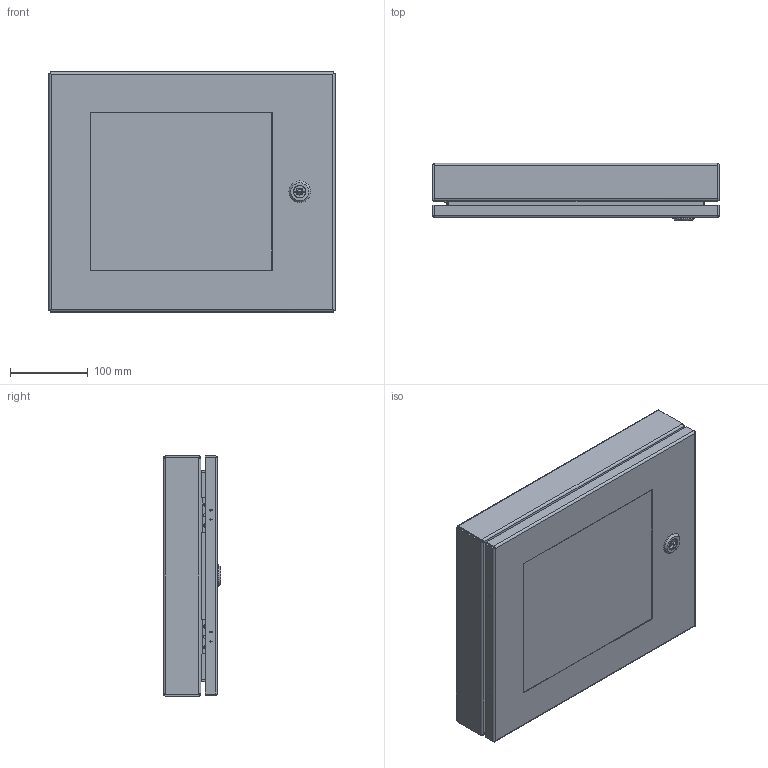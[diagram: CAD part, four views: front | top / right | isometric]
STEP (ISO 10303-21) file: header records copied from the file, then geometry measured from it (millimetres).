
FILE_DESCRIPTION (( 'STEP AP203' ), '1' );
FILE_NAME ('1481WDH1418_Default.step', '2019-11-12T17:25:35', ( '' ), ( '' ), 'SwSTEP 2.0', 'SolidWorks 2019', '' );
FILE_SCHEMA (( 'CONFIG_CONTROL_DESIGN' ));
Length unit declared in the file: inch
Products named in the file (1): 1481WDH1418_Default
Bounding box: 369.82 x 73.91 x 309.63 mm (x, y, z)
Volume: 809376.7 mm3; surface area: 661188 mm2
Topology: 41 solids, 41 shells, 984 faces, 2151 edges, 1278 vertices
Faces by surface type: plane 531, cylinder 275, bspline 92, cone 74, torus 12
Entity records: 31399 total; most frequent: CARTESIAN_POINT 10236, ORIENTED_EDGE 4298, DIRECTION 4286, EDGE_CURVE 2149, AXIS2_PLACEMENT_3D 1528, VERTEX_POINT 1278, LINE 1230, VECTOR 1230
